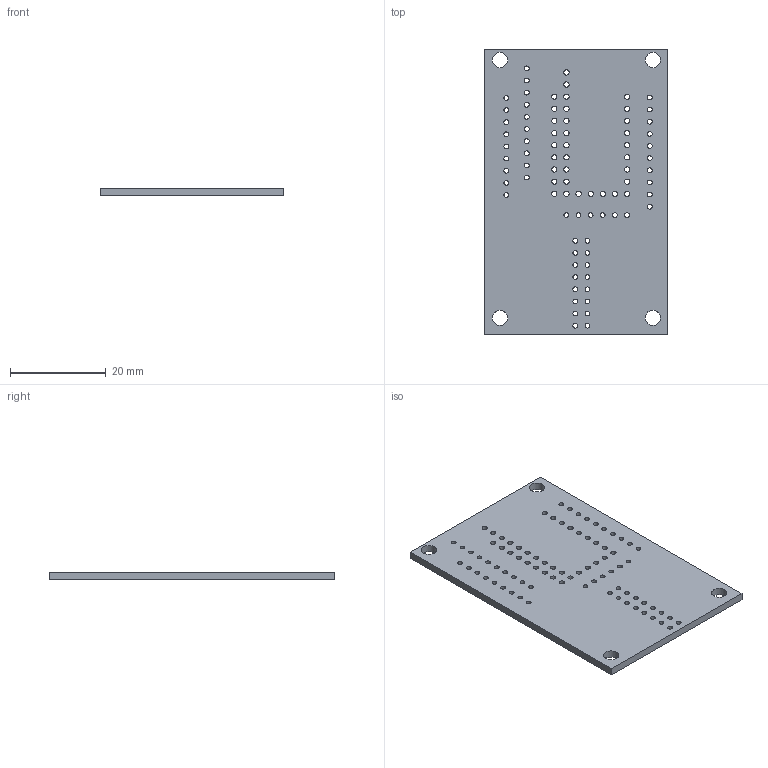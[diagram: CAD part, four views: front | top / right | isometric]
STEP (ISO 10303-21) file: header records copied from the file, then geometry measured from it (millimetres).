
FILE_DESCRIPTION(('KiCad electronic assembly'),'2;1');
FILE_NAME('switch emergent.step','2024-06-06T20:48:18',('Pcbnew'),( 'Kicad'),'Open CASCADE STEP processor 7.7','KiCad to STEP converter' ,'Unknown');
FILE_SCHEMA(('AUTOMOTIVE_DESIGN { 1 0 10303 214 1 1 1 1 }'));
Length unit declared in the file: millimetre
Products named in the file (2): switch emergent 1; switch emergent_PCB
Assembly tree (1 placements, depth 2):
  switch emergent 1
    switch emergent_PCB
Bounding box: 38.5 x 59.8 x 1.6 mm (x, y, z)
Volume: 3517.9 mm3; surface area: 5215.1 mm2
Topology: 1 solids, 1 shells, 94 faces, 276 edges, 184 vertices
Faces by surface type: cylinder 88, plane 6
Full cylindrical faces by diameter (mm): 1 x51, 1.1 x33, 3.2 x4
Entity records: 3625 total; most frequent: DIRECTION 644, CARTESIAN_POINT 556, ORIENTED_EDGE 552, EDGE_CURVE 276, AXIS2_PLACEMENT_3D 272, FACE_BOUND 270, EDGE_LOOP 270, VERTEX_POINT 184
